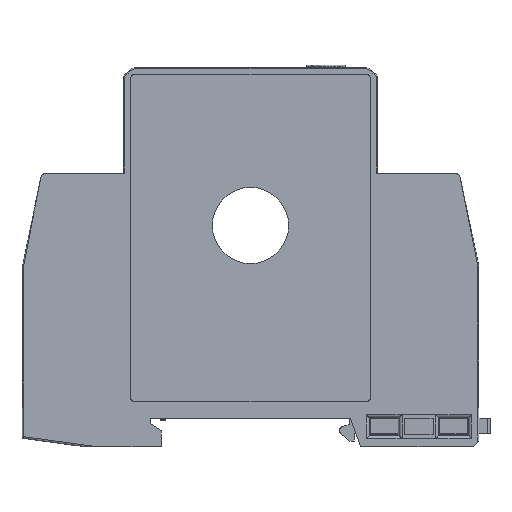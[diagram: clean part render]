
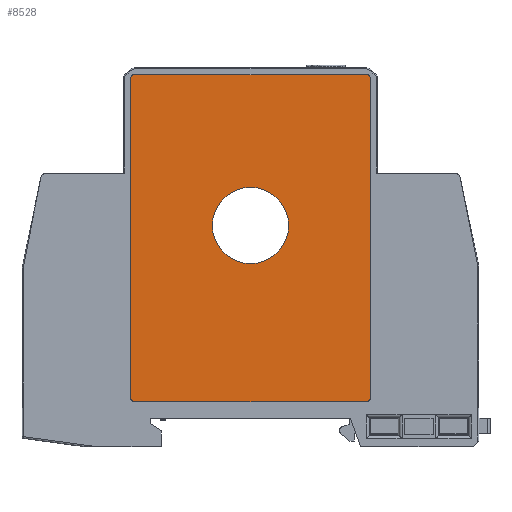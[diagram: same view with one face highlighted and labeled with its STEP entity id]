
A CAD part, left-side view. The second image highlights one B-rep face of the part: STEP entity #8528.
In plain terms, the highlighted planar face has unit normal (-1, 0, 0).
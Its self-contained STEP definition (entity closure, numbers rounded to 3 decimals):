
#50=FACE_BOUND('',#1339,.T.);
#849=FACE_OUTER_BOUND('',#1338,.T.);
#1338=EDGE_LOOP('',(#7240,#7241,#7242,#7243,#7244,#7245,#7246,#7247,#7248,
#7249,#7250,#7251));
#1339=EDGE_LOOP('',(#7252));
#1592=CIRCLE('',#9156,0.5);
#1593=CIRCLE('',#9159,0.5);
#1594=CIRCLE('',#9162,0.5);
#1595=CIRCLE('',#9165,0.5);
#1640=CIRCLE('',#9274,0.5);
#1641=CIRCLE('',#9276,0.5);
#1642=CIRCLE('',#9278,0.5);
#1643=CIRCLE('',#9280,0.5);
#1656=CIRCLE('',#9332,6.75);
#2304=LINE('',#18120,#3047);
#2309=LINE('',#18131,#3052);
#2313=LINE('',#18141,#3056);
#2317=LINE('',#18151,#3060);
#3047=VECTOR('',#11197,41.4);
#3052=VECTOR('',#11208,56.9);
#3056=VECTOR('',#11218,41.4);
#3060=VECTOR('',#11228,56.9);
#3798=VERTEX_POINT('',#18117);
#3799=VERTEX_POINT('',#18119);
#3800=VERTEX_POINT('',#18123);
#3801=VERTEX_POINT('',#18125);
#3802=VERTEX_POINT('',#18129);
#3803=VERTEX_POINT('',#18133);
#3804=VERTEX_POINT('',#18135);
#3805=VERTEX_POINT('',#18139);
#3806=VERTEX_POINT('',#18143);
#3807=VERTEX_POINT('',#18145);
#3808=VERTEX_POINT('',#18149);
#3809=VERTEX_POINT('',#18153);
#3871=VERTEX_POINT('',#18465);
#4868=EDGE_CURVE('',#3799,#3798,#2304,.T.);
#4871=EDGE_CURVE('',#3801,#3800,#1592,.T.);
#4874=EDGE_CURVE('',#3802,#3801,#2309,.T.);
#4876=EDGE_CURVE('',#3804,#3803,#1593,.T.);
#4879=EDGE_CURVE('',#3805,#3804,#2313,.T.);
#4881=EDGE_CURVE('',#3807,#3806,#1594,.T.);
#4884=EDGE_CURVE('',#3808,#3807,#2317,.T.);
#4886=EDGE_CURVE('',#3798,#3809,#1595,.T.);
#5001=EDGE_CURVE('',#3809,#3808,#1640,.T.);
#5002=EDGE_CURVE('',#3806,#3805,#1641,.T.);
#5003=EDGE_CURVE('',#3803,#3802,#1642,.T.);
#5004=EDGE_CURVE('',#3800,#3799,#1643,.T.);
#5026=EDGE_CURVE('',#3871,#3871,#1656,.T.);
#7240=ORIENTED_EDGE('',*,*,#4868,.T.);
#7241=ORIENTED_EDGE('',*,*,#4886,.T.);
#7242=ORIENTED_EDGE('',*,*,#5001,.T.);
#7243=ORIENTED_EDGE('',*,*,#4884,.T.);
#7244=ORIENTED_EDGE('',*,*,#4881,.T.);
#7245=ORIENTED_EDGE('',*,*,#5002,.T.);
#7246=ORIENTED_EDGE('',*,*,#4879,.T.);
#7247=ORIENTED_EDGE('',*,*,#4876,.T.);
#7248=ORIENTED_EDGE('',*,*,#5003,.T.);
#7249=ORIENTED_EDGE('',*,*,#4874,.T.);
#7250=ORIENTED_EDGE('',*,*,#4871,.T.);
#7251=ORIENTED_EDGE('',*,*,#5004,.T.);
#7252=ORIENTED_EDGE('',*,*,#5026,.T.);
#7593=PLANE('',#9340);
#8528=ADVANCED_FACE('',(#849,#50),#7593,.T.);
#9156=AXIS2_PLACEMENT_3D('',#18126,#11202,#11203);
#9159=AXIS2_PLACEMENT_3D('',#18136,#11212,#11213);
#9162=AXIS2_PLACEMENT_3D('',#18146,#11222,#11223);
#9165=AXIS2_PLACEMENT_3D('',#18155,#11232,#11233);
#9274=AXIS2_PLACEMENT_3D('',#18386,#11512,#11513);
#9276=AXIS2_PLACEMENT_3D('',#18388,#11516,#11517);
#9278=AXIS2_PLACEMENT_3D('',#18390,#11520,#11521);
#9280=AXIS2_PLACEMENT_3D('',#18392,#11524,#11525);
#9332=AXIS2_PLACEMENT_3D('',#18466,#11634,#11635);
#9340=AXIS2_PLACEMENT_3D('',#18475,#11650,#11651);
#11197=DIRECTION('',(0.,1.,0.));
#11202=DIRECTION('center_axis',(-1.,0.,0.));
#11203=DIRECTION('ref_axis',(0.,-0.707,0.707));
#11208=DIRECTION('',(0.,0.,1.));
#11212=DIRECTION('center_axis',(-1.,0.,0.));
#11213=DIRECTION('ref_axis',(0.,-0.707,-0.707));
#11218=DIRECTION('',(0.,-1.,0.));
#11222=DIRECTION('center_axis',(-1.,0.,0.));
#11223=DIRECTION('ref_axis',(0.,0.707,-0.707));
#11228=DIRECTION('',(0.,0.,-1.));
#11232=DIRECTION('center_axis',(-1.,0.,0.));
#11233=DIRECTION('ref_axis',(0.,0.707,0.707));
#11512=DIRECTION('center_axis',(-1.,0.,0.));
#11513=DIRECTION('ref_axis',(0.,0.707,0.707));
#11516=DIRECTION('center_axis',(-1.,0.,0.));
#11517=DIRECTION('ref_axis',(0.,0.707,-0.707));
#11520=DIRECTION('center_axis',(-1.,0.,0.));
#11521=DIRECTION('ref_axis',(0.,-0.707,-0.707));
#11524=DIRECTION('center_axis',(-1.,0.,0.));
#11525=DIRECTION('ref_axis',(0.,-0.707,0.707));
#11634=DIRECTION('center_axis',(1.,0.,0.));
#11635=DIRECTION('ref_axis',(0.,1.,0.));
#11650=DIRECTION('center_axis',(-1.,0.,0.));
#11651=DIRECTION('ref_axis',(0.,-1.,0.));
#18117=CARTESIAN_POINT('',(-8.75,20.65,65.9));
#18119=CARTESIAN_POINT('',(-8.75,-20.75,65.9));
#18120=CARTESIAN_POINT('',(-8.75,-20.75,65.9));
#18123=CARTESIAN_POINT('',(-8.75,-21.104,65.754));
#18125=CARTESIAN_POINT('',(-8.75,-21.25,65.4));
#18126=CARTESIAN_POINT('Origin',(-8.75,-20.75,65.4));
#18129=CARTESIAN_POINT('',(-8.75,-21.25,8.5));
#18131=CARTESIAN_POINT('',(-8.75,-21.25,8.5));
#18133=CARTESIAN_POINT('',(-8.75,-21.104,8.146));
#18135=CARTESIAN_POINT('',(-8.75,-20.75,8.));
#18136=CARTESIAN_POINT('Origin',(-8.75,-20.75,8.5));
#18139=CARTESIAN_POINT('',(-8.75,20.65,8.));
#18141=CARTESIAN_POINT('',(-8.75,20.65,8.));
#18143=CARTESIAN_POINT('',(-8.75,21.004,8.146));
#18145=CARTESIAN_POINT('',(-8.75,21.15,8.5));
#18146=CARTESIAN_POINT('Origin',(-8.75,20.65,8.5));
#18149=CARTESIAN_POINT('',(-8.75,21.15,65.4));
#18151=CARTESIAN_POINT('',(-8.75,21.15,65.4));
#18153=CARTESIAN_POINT('',(-8.75,21.004,65.754));
#18155=CARTESIAN_POINT('Origin',(-8.75,20.65,65.4));
#18386=CARTESIAN_POINT('Origin',(-8.75,20.65,65.4));
#18388=CARTESIAN_POINT('Origin',(-8.75,20.65,8.5));
#18390=CARTESIAN_POINT('Origin',(-8.75,-20.75,8.5));
#18392=CARTESIAN_POINT('Origin',(-8.75,-20.75,65.4));
#18465=CARTESIAN_POINT('',(-8.75,-6.8,39.2));
#18466=CARTESIAN_POINT('Origin',(-8.75,-0.05,
39.2));
#18475=CARTESIAN_POINT('Origin',(-8.75,21.15,65.9));
